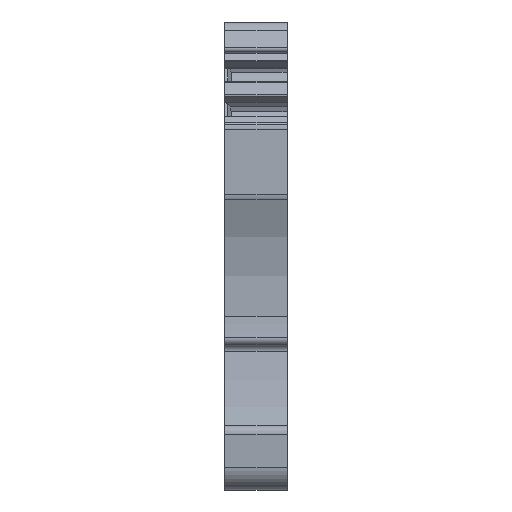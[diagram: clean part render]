
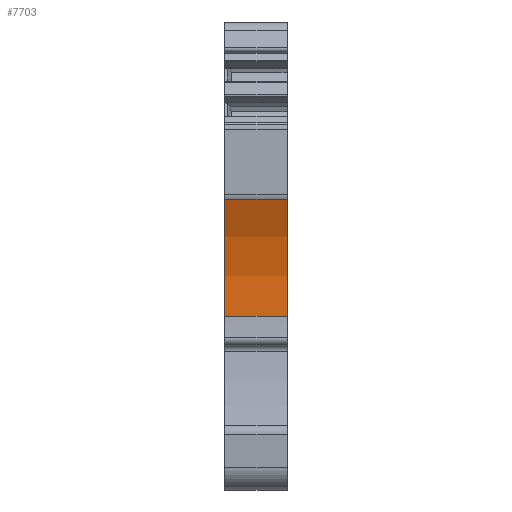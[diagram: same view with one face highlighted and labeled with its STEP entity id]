
A CAD part, front view. The second image highlights one B-rep face of the part: STEP entity #7703.
In plain terms, the highlighted cylindrical face has radius 20 mm (diameter 40 mm), a partial arc.
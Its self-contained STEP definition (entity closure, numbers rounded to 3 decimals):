
#7676=AXIS2_PLACEMENT_3D('Cylinder Axis2P3D',#7673,#7674,#7675) ;
#7680=AXIS2_PLACEMENT_3D('Circle Axis2P3D',#7678,#7679,$) ;
#7694=AXIS2_PLACEMENT_3D('Circle Axis2P3D',#7692,#7693,$) ;
#7651=CARTESIAN_POINT('Vertex',(0.,0.266,23.842)) ;
#7654=CARTESIAN_POINT('Line Origine',(2.55,0.266,23.842)) ;
#7658=CARTESIAN_POINT('Vertex',(5.1,0.266,23.842)) ;
#7673=CARTESIAN_POINT('Axis2P3D Location',(2.55,-17.93,15.54)) ;
#7678=CARTESIAN_POINT('Axis2P3D Location',(0.,-17.93,15.54)) ;
#7682=CARTESIAN_POINT('Vertex',(0.,2.028,14.25)) ;
#7685=CARTESIAN_POINT('Line Origine',(2.55,2.028,14.25)) ;
#7689=CARTESIAN_POINT('Vertex',(5.1,2.028,14.25)) ;
#7692=CARTESIAN_POINT('Axis2P3D Location',(5.1,-17.93,15.54)) ;
#7655=DIRECTION('Vector Direction',(1.,0.,0.)) ;
#7674=DIRECTION('Axis2P3D Direction',(1.,0.,0.)) ;
#7675=DIRECTION('Axis2P3D XDirection',(0.,0.998,-0.065)) ;
#7679=DIRECTION('Axis2P3D Direction',(1.,0.,0.)) ;
#7686=DIRECTION('Vector Direction',(1.,0.,0.)) ;
#7693=DIRECTION('Axis2P3D Direction',(1.,0.,0.)) ;
#7656=VECTOR('Line Direction',#7655,1.) ;
#7687=VECTOR('Line Direction',#7686,1.) ;
#7698=ORIENTED_EDGE('',*,*,#7660,.F.) ;
#7699=ORIENTED_EDGE('',*,*,#7684,.T.) ;
#7700=ORIENTED_EDGE('',*,*,#7691,.T.) ;
#7701=ORIENTED_EDGE('',*,*,#7696,.F.) ;
#7703=ADVANCED_FACE('ZTR2.5N - 3AN CONCEPT 00.1\\Hauptk\X2\00F6\X0\rper',(#7702),#7677,.F.) ;
#7681=CIRCLE('generated circle',#7680,20.) ;
#7695=CIRCLE('generated circle',#7694,20.) ;
#7677=CYLINDRICAL_SURFACE('generated cylinder',#7676,20.) ;
#7660=EDGE_CURVE('',#7652,#7659,#7657,.T.) ;
#7684=EDGE_CURVE('',#7652,#7683,#7681,.F.) ;
#7691=EDGE_CURVE('',#7683,#7690,#7688,.T.) ;
#7696=EDGE_CURVE('',#7659,#7690,#7695,.F.) ;
#7697=EDGE_LOOP('',(#7698,#7699,#7700,#7701)) ;
#7702=FACE_OUTER_BOUND('',#7697,.T.) ;
#7657=LINE('Line',#7654,#7656) ;
#7688=LINE('Line',#7685,#7687) ;
#7652=VERTEX_POINT('',#7651) ;
#7659=VERTEX_POINT('',#7658) ;
#7683=VERTEX_POINT('',#7682) ;
#7690=VERTEX_POINT('',#7689) ;
